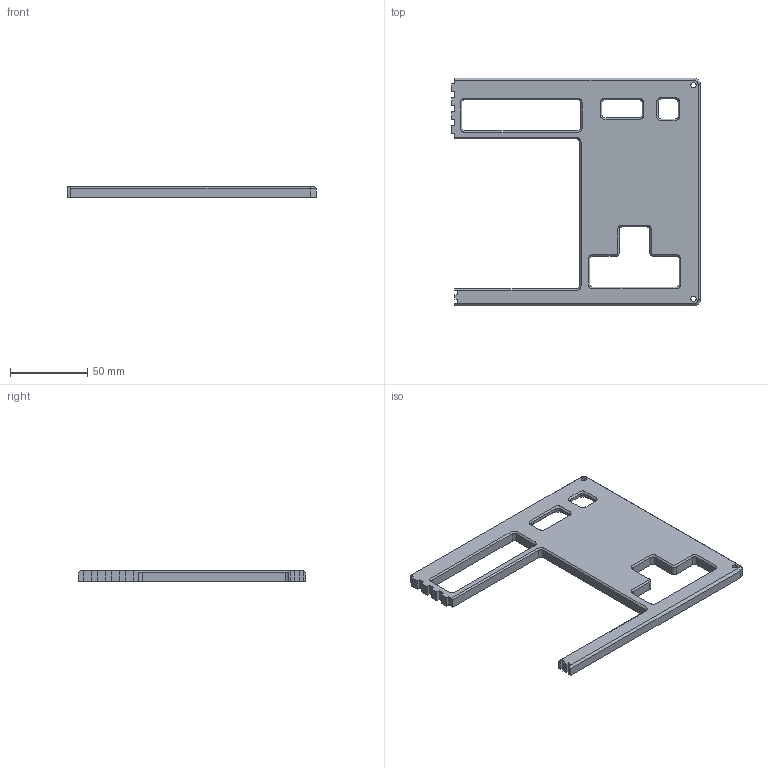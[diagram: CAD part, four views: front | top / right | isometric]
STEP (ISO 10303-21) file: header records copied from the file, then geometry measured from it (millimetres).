
FILE_DESCRIPTION(/* description */ ('','CAx-IF Rec.Pracs.---Representation and Presentation of Product Manufacturing Information (PMI)---4.0---2014-10-13'),/* implementation_level */ '2;1');
FILE_NAME(/* name */ 'TOP1.step',/* time_stamp */ '2025-03-22T23:31:50+05:30',/* author */ (''),/* organization */ (''),/* preprocessor_version */ 'ST-DEVELOPER v20',/* originating_system */ 'Autodesk Translation Framework v13.20.0.188',/* authorisation */ '');
FILE_SCHEMA (('AP242_MANAGED_MODEL_BASED_3D_ENGINEERING_MIM_LF { 1 0 10303 442 1 1 4 }'));
Length unit declared in the file: millimetre
Products named in the file (1): top2
Bounding box: 161.35 x 147.4 x 7 mm (x, y, z)
Volume: 82203.6 mm3; surface area: 32650 mm2
Topology: 1 solids, 1 shells, 244 faces, 644 edges, 408 vertices
Faces by surface type: plane 143, bspline 43, cone 32, cylinder 26
Full cylindrical faces by diameter (mm): 3.4 x2
Entity records: 7874 total; most frequent: CARTESIAN_POINT 2028, ORIENTED_EDGE 1288, DIRECTION 1046, EDGE_CURVE 644, LINE 474, VECTOR 474, VERTEX_POINT 408, AXIS2_PLACEMENT_3D 286
